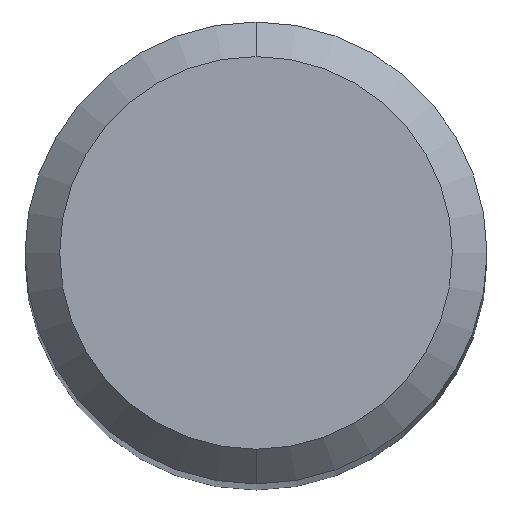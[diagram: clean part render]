
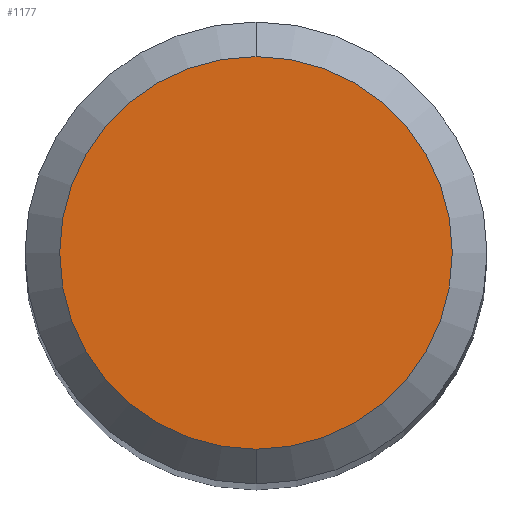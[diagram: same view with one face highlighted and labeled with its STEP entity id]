
A CAD part, top view. The second image highlights one B-rep face of the part: STEP entity #1177.
In plain terms, the highlighted planar face has unit normal (0, 0, 1).
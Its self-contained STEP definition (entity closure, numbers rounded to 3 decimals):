
#483=VERTEX_POINT('',#1337);
#669=EDGE_CURVE('',#483,#1171,#1534,.T.);
#1171=VERTEX_POINT('',#2083);
#1177=ADVANCED_FACE('',(#2089),#2090,.T.);
#1179=EDGE_CURVE('',#1171,#483,#2092,.T.);
#1337=CARTESIAN_POINT('',(0.0,1.7,0.0));
#1534=CIRCLE('',#2982,1.7);
#2083=CARTESIAN_POINT('',(0.,-1.7,0.0));
#2089=FACE_OUTER_BOUND('',#5465,.T.);
#2090=PLANE('',#5466);
#2092=CIRCLE('',#5469,1.7);
#2982=AXIS2_PLACEMENT_3D('',#6449,#6450,#6451);
#5465=EDGE_LOOP('',(#7057,#7058));
#5466=AXIS2_PLACEMENT_3D('',#7059,#7060,#7061);
#5469=AXIS2_PLACEMENT_3D('',#7062,#7063,#7064);
#6449=CARTESIAN_POINT('',(0.0,0.0,0.0));
#6450=DIRECTION('',(0.0,0.0,-1.0));
#6451=DIRECTION('',(0.0,1.0,0.0));
#7057=ORIENTED_EDGE('',*,*,#669,.F.);
#7058=ORIENTED_EDGE('',*,*,#1179,.F.);
#7059=CARTESIAN_POINT('',(0.0,0.85,0.0));
#7060=DIRECTION('',(-0.0,0.0,1.0));
#7061=DIRECTION('',(0.0,-1.0,0.0));
#7062=CARTESIAN_POINT('',(0.0,0.0,0.0));
#7063=DIRECTION('',(0.0,0.0,-1.0));
#7064=DIRECTION('',(0.0,1.0,0.0));
